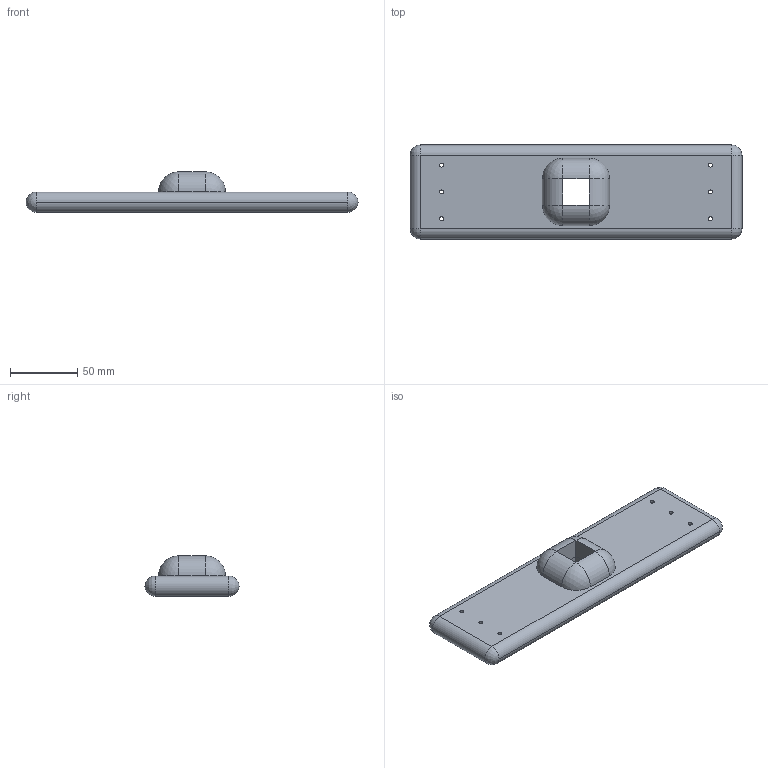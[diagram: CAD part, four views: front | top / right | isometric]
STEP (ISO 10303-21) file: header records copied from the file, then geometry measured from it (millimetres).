
FILE_DESCRIPTION(('FreeCAD Model'),'2;1');
FILE_NAME('Open CASCADE Shape Model','2024-05-24T12:13:22',(''),(''), 'Open CASCADE STEP processor 7.6','FreeCAD','Unknown');
FILE_SCHEMA(('AUTOMOTIVE_DESIGN { 1 0 10303 214 1 1 1 1 }'));
Length unit declared in the file: millimetre
Products named in the file (3): RobuoyThrusterMount; ThrusterBase; Mast
Assembly tree (2 placements, depth 2):
  RobuoyThrusterMount
    ThrusterBase
    Mast
Bounding box: 247 x 70 x 30 mm (x, y, z)
Volume: 287088.6 mm3; surface area: 51138.6 mm2
Topology: 2 solids, 2 shells, 49 faces, 110 edges, 64 vertices
Faces by surface type: plane 21, cylinder 20, revolution 4, sphere 4
Full cylindrical faces by diameter (mm): 3 x6
Entity records: 1490 total; most frequent: CARTESIAN_POINT 274, DIRECTION 254, ORIENTED_EDGE 220, EDGE_CURVE 110, AXIS2_PLACEMENT_3D 92, LINE 66, VECTOR 66, FACE_BOUND 64
